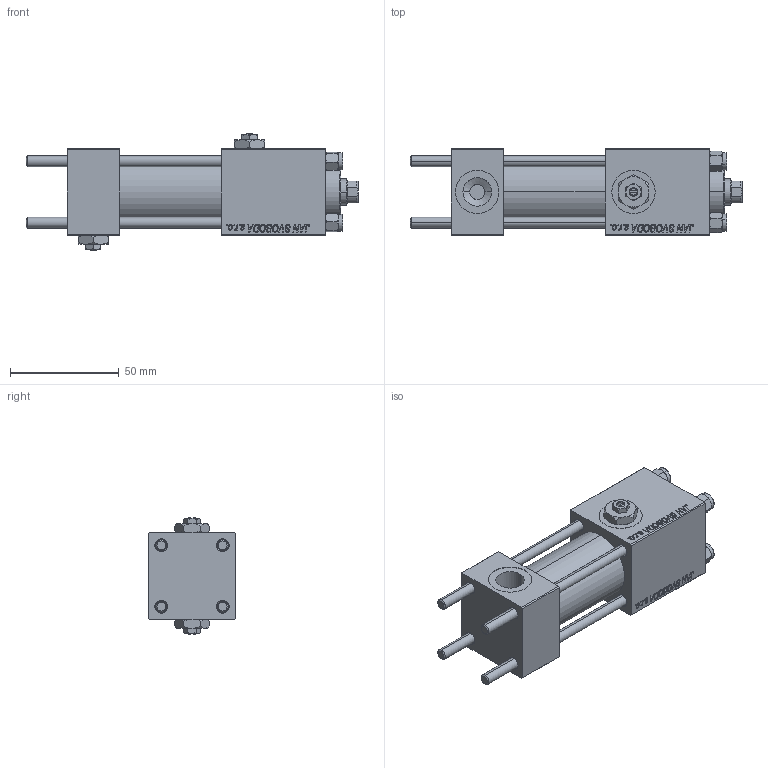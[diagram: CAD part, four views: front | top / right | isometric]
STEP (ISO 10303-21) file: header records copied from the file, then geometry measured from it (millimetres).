
FILE_DESCRIPTION (( 'STEP AP203' ), '1' );
FILE_NAME ('6ee5.STEP', '2022-10-03T15:07:52', ( '' ), ( '' ), 'SwSTEP 2.0', 'SolidWorks 2019', '' );
FILE_SCHEMA (( 'CONFIG_CONTROL_DESIGN' ));
Length unit declared in the file: millimetre
Products named in the file (7): CR025_012_A_0_G_A_G_M_020_+#_##_TYCINKA f3ac71a7a31e4f67f173053b09b82844; V215_VC_A f3ac71a7a31e4f67f173053b09b82844; Zatka_pro_OIL_PORT f3ac71a7a31e4f67f173053b09b82844; NUT_M5 f3ac71a7a31e4f67f173053b09b82844; 6ee5; V215CR_VCP f3ac71a7a31e4f67f173053b09b82844; V215CR_BODY_A f3ac71a7a31e4f67f173053b09b82844
Assembly tree (13 placements, depth 2):
  6ee5
    V215CR_BODY_A f3ac71a7a31e4f67f173053b09b82844
    CR025_012_A_0_G_A_G_M_020_+#_##_TYCINKA f3ac71a7a31e4f67f173053b09b82844  x4
    NUT_M5 f3ac71a7a31e4f67f173053b09b82844  x4
    V215CR_VCP f3ac71a7a31e4f67f173053b09b82844
    V215_VC_A f3ac71a7a31e4f67f173053b09b82844
    Zatka_pro_OIL_PORT f3ac71a7a31e4f67f173053b09b82844  x2
Bounding box: 153 x 40 x 54 mm (x, y, z)
Volume: 143371.1 mm3; surface area: 60717.5 mm2
Topology: 13 solids, 13 shells, 1238 faces, 3090 edges, 1989 vertices
Faces by surface type: plane 566, bspline 392, cone 178, cylinder 94, torus 8
Entity records: 51965 total; most frequent: CARTESIAN_POINT 27670, ORIENTED_EDGE 5480, DIRECTION 3498, EDGE_CURVE 2740, VERTEX_POINT 1787, LINE 1632, VECTOR 1632, EDGE_LOOP 1209
